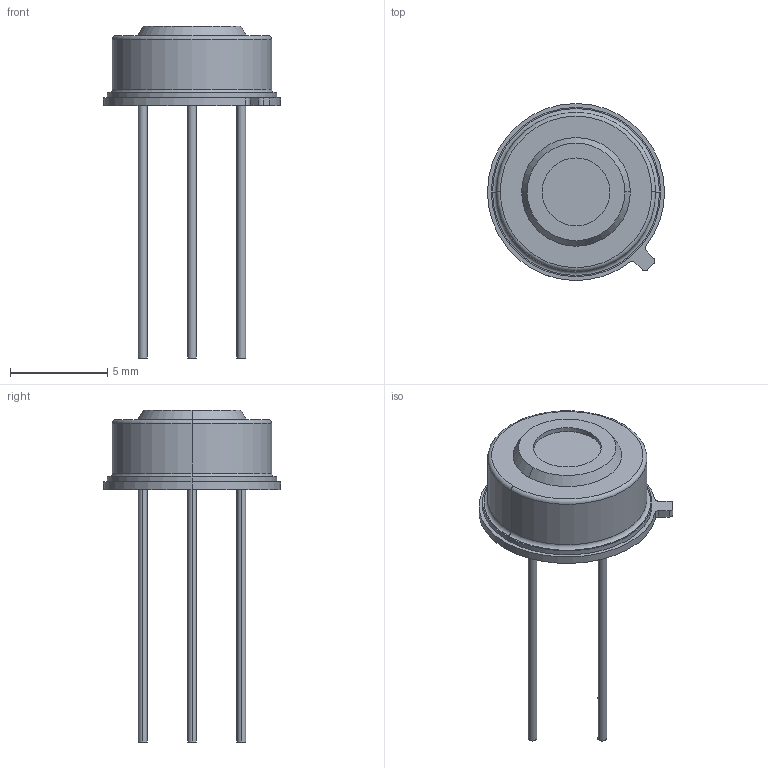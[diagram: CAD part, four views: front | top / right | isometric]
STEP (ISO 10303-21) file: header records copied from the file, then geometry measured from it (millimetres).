
FILE_DESCRIPTION (( 'STEP AP214' ), '1' );
FILE_NAME ('MLX90614ESF-DAA-000-TU.STEP', '2022-05-16T12:41:36', ( '' ), ( '' ), 'SwSTEP 2.0', 'SolidWorks 2019', '' );
FILE_SCHEMA (( 'AUTOMOTIVE_DESIGN' ));
Length unit declared in the file: millimetre
Products named in the file (1): MLX90614ESF-DAA-000-TU
Bounding box: 9.12 x 9.12 x 17.1 mm (x, y, z)
Volume: 214.1 mm3; surface area: 305.1 mm2
Topology: 5 solids, 5 shells, 57 faces, 113 edges, 74 vertices
Faces by surface type: cylinder 30, plane 21, torus 4, cone 2
Entity records: 2149 total; most frequent: DIRECTION 301, CARTESIAN_POINT 245, ORIENTED_EDGE 226, AXIS2_PLACEMENT_3D 130, EDGE_CURVE 113, VERTEX_POINT 74, CIRCLE 72, EDGE_LOOP 65
